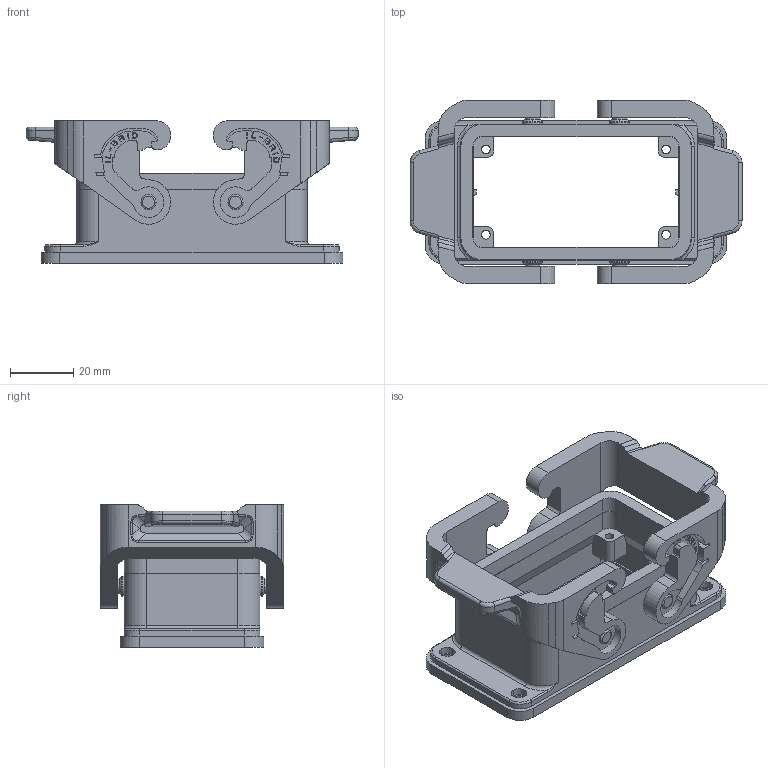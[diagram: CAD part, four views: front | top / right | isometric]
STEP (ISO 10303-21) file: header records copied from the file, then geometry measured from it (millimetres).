
FILE_DESCRIPTION(('Creo Elements/Direct Modeling STEP Export'),'2;1');
FILE_NAME('0ln7uvk5h77ta6p5420','2022-02-14T15:53:17',(''),(''),'Creo Elements/Direct Modeling STEP processor for AP214 (Solid Model)','Creo Elements/Direct Modeling 20.1B 02-Apr-2019 (C) Parametric Technology GmbH','');
FILE_SCHEMA(('AUTOMOTIVE_DESIGN { 1 0 10303 214 1 1 1 1 }'));
Products named in the file (2): CLI_10
Assembly tree (1 placements, depth 2):
  CLI_10
    CLI_10
Bounding box: 105 x 58 x 45 mm (x, y, z)
Volume: 51276.5 mm3; surface area: 32194.1 mm2
Topology: 1 solids, 1 shells, 1236 faces, 3424 edges, 2252 vertices
Faces by surface type: plane 895, cylinder 283, bspline 26, torus 24, cone 8
Entity records: 55692 total; most frequent: CARTESIAN_POINT 14481, ORIENTED_EDGE 6840, DIRECTION 6062, EDGE_CURVE 3420, VECTOR 2716, LINE 2716, VERTEX_POINT 2252, AXIS2_PLACEMENT_3D 1673
